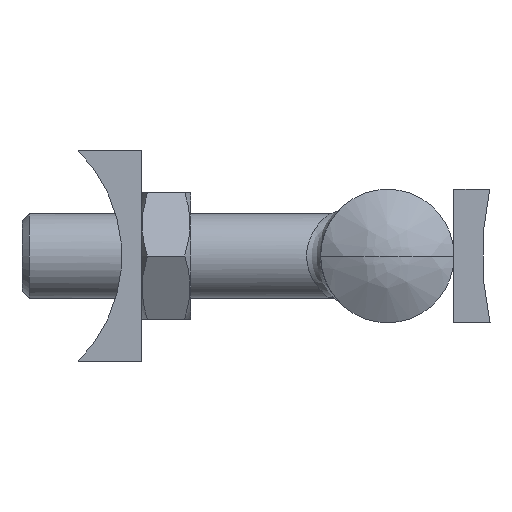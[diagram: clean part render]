
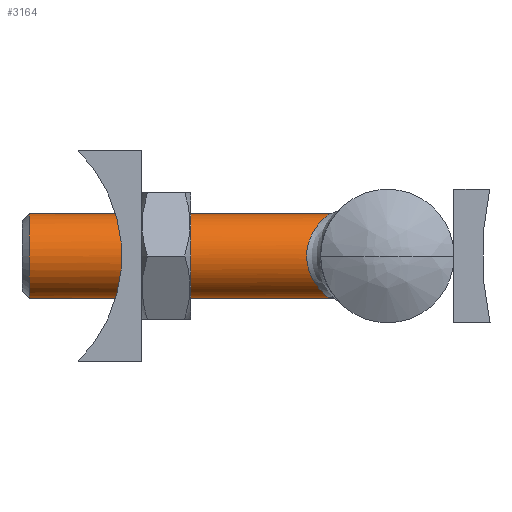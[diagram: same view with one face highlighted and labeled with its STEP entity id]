
A CAD part, left-side view. The second image highlights one B-rep face of the part: STEP entity #3164.
In plain terms, the highlighted cylindrical face has radius 6 mm (diameter 12 mm), a partial arc.
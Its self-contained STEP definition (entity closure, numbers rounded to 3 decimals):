
#19 = CARTESIAN_POINT ( 'NONE',  ( -6.009, 11.509, -0.2 ) ) ;
#36 = CARTESIAN_POINT ( 'NONE',  ( -1.891, 8.627, -5.706 ) ) ;
#57 = CARTESIAN_POINT ( 'NONE',  ( -4.959, 10.579, 3.395 ) ) ;
#105 = EDGE_CURVE ( 'NONE', #2086, #1879, #2221, .T. ) ;
#119 = DIRECTION ( 'NONE',  ( 0., -1., 0. ) ) ;
#217 = DIRECTION ( 'NONE',  ( 0., -1., 0. ) ) ;
#288 = CARTESIAN_POINT ( 'NONE',  ( -2.883, 9.105, -5.274 ) ) ;
#296 = CARTESIAN_POINT ( 'NONE',  ( -0.965, 8.357, -5.925 ) ) ;
#354 = CARTESIAN_POINT ( 'NONE',  ( -0.789, 8.324, 5.951 ) ) ;
#362 = VERTEX_POINT ( 'NONE', #1715 ) ;
#436 = AXIS2_PLACEMENT_3D ( 'NONE', #1745, #119, #437 ) ;
#437 = DIRECTION ( 'NONE',  ( 0., 0., -1. ) ) ;
#532 = CARTESIAN_POINT ( 'NONE',  ( -2.077, 8.71, 5.632 ) ) ;
#549 = CARTESIAN_POINT ( 'NONE',  ( -5.49, 11.037, -2.448 ) ) ;
#555 = CARTESIAN_POINT ( 'NONE',  ( -1.152, 8.403, -5.888 ) ) ;
#563 = CARTESIAN_POINT ( 'NONE',  ( 0., 51., 6. ) ) ;
#573 = ORIENTED_EDGE ( 'NONE', *, *, #1787, .T. ) ;
#597 = B_SPLINE_CURVE_WITH_KNOTS ( 'NONE', 3,
 ( #3240, #2948, #1053, #2162, #296, #555 ),
 .UNSPECIFIED., .F., .F.,
 ( 4, 2, 4 ),
 ( 0., 0.001, 0.001 ),
 .UNSPECIFIED. ) ;
#641 = CARTESIAN_POINT ( 'NONE',  ( -1.357, 8.454, 5.848 ) ) ;
#700 = CYLINDRICAL_SURFACE ( 'NONE', #1953, 6. ) ;
#797 = CARTESIAN_POINT ( 'NONE',  ( -4.276, 10.034, -4.223 ) ) ;
#832 = CARTESIAN_POINT ( 'NONE',  ( -5.932, 11.437, -0.98 ) ) ;
#865 = CARTESIAN_POINT ( 'NONE',  ( -1.535, 8.496, -5.813 ) ) ;
#895 = CARTESIAN_POINT ( 'NONE',  ( -0.98, 8.361, 5.922 ) ) ;
#923 = EDGE_CURVE ( 'NONE', #1242, #362, #597, .T. ) ;
#950 = CARTESIAN_POINT ( 'NONE',  ( -0.2, 8.261, 6. ) ) ;
#953 = ORIENTED_EDGE ( 'NONE', *, *, #105, .T. ) ;
#1053 = CARTESIAN_POINT ( 'NONE',  ( -0.391, 8.274, -5.99 ) ) ;
#1083 = CARTESIAN_POINT ( 'NONE',  ( -5.152, 10.743, 3.096 ) ) ;
#1097 = EDGE_CURVE ( 'NONE', #2086, #1281, #2330, .T. ) ;
#1099 = CARTESIAN_POINT ( 'NONE',  ( -6.01, 11.509, 0.195 ) ) ;
#1168 = DIRECTION ( 'NONE',  ( 0., -1., 0. ) ) ;
#1170 = ORIENTED_EDGE ( 'NONE', *, *, #923, .T. ) ;
#1183 = EDGE_CURVE ( 'NONE', #362, #1281, #3041, .T. ) ;
#1194 = CARTESIAN_POINT ( 'NONE',  ( 0., 7.278, 0. ) ) ;
#1242 = VERTEX_POINT ( 'NONE', #2263 ) ;
#1281 = VERTEX_POINT ( 'NONE', #2202 ) ;
#1342 = CARTESIAN_POINT ( 'NONE',  ( -5.633, 11.165, -2.101 ) ) ;
#1377 = CARTESIAN_POINT ( 'NONE',  ( -5.635, 11.166, 2.097 ) ) ;
#1410 = CARTESIAN_POINT ( 'NONE',  ( 0., 51., -6. ) ) ;
#1572 = CARTESIAN_POINT ( 'NONE',  ( -3.772, 9.667, 4.679 ) ) ;
#1593 = CARTESIAN_POINT ( 'NONE',  ( -3.759, 9.658, -4.69 ) ) ;
#1715 = CARTESIAN_POINT ( 'NONE',  ( -1.152, 8.403, -5.888 ) ) ;
#1745 = CARTESIAN_POINT ( 'NONE',  ( 0., 51., 0. ) ) ;
#1767 = VECTOR ( 'NONE', #1168, 1000. ) ;
#1787 = EDGE_CURVE ( 'NONE', #1879, #1242, #3030, .T. ) ;
#1861 = CARTESIAN_POINT ( 'NONE',  ( -5.855, 11.366, 1.366 ) ) ;
#1879 = VERTEX_POINT ( 'NONE', #1410 ) ;
#1894 = CARTESIAN_POINT ( 'NONE',  ( -1.903, 8.639, 5.693 ) ) ;
#1913 = CARTESIAN_POINT ( 'NONE',  ( -3.481, 9.47, -4.899 ) ) ;
#1929 = CARTESIAN_POINT ( 'NONE',  ( -4.528, 10.229, 3.953 ) ) ;
#1953 = AXIS2_PLACEMENT_3D ( 'NONE', #1194, #2782, #2528 ) ;
#1985 = EDGE_LOOP ( 'NONE', ( #2472, #953, #573, #1170, #3156 ) ) ;
#2086 = VERTEX_POINT ( 'NONE', #563 ) ;
#2119 = CARTESIAN_POINT ( 'NONE',  ( -5.854, 11.365, -1.37 ) ) ;
#2155 = CARTESIAN_POINT ( 'NONE',  ( -4.287, 10.042, 4.212 ) ) ;
#2162 = CARTESIAN_POINT ( 'NONE',  ( -0.775, 8.322, -5.953 ) ) ;
#2174 = CARTESIAN_POINT ( 'NONE',  ( -5.932, 11.437, 0.987 ) ) ;
#2202 = CARTESIAN_POINT ( 'NONE',  ( 0., 8.261, 6. ) ) ;
#2221 = CIRCLE ( 'NONE', #436, 6. ) ;
#2227 = CARTESIAN_POINT ( 'NONE',  ( -0.399, 8.274, 5.99 ) ) ;
#2263 = CARTESIAN_POINT ( 'NONE',  ( 0., 8.261, -6. ) ) ;
#2330 = LINE ( 'NONE', #3390, #3382 ) ;
#2375 = CARTESIAN_POINT ( 'NONE',  ( -2.9, 9.115, 5.264 ) ) ;
#2397 = CARTESIAN_POINT ( 'NONE',  ( -1.152, 8.403, -5.888 ) ) ;
#2418 = CARTESIAN_POINT ( 'NONE',  ( -5.148, 10.739, -3.104 ) ) ;
#2450 = CARTESIAN_POINT ( 'NONE',  ( -5.489, 11.036, 2.45 ) ) ;
#2472 = ORIENTED_EDGE ( 'NONE', *, *, #1097, .F. ) ;
#2508 = FACE_OUTER_BOUND ( 'NONE', #1985, .T. ) ;
#2528 = DIRECTION ( 'NONE',  ( 0., 0., -1. ) ) ;
#2634 = CARTESIAN_POINT ( 'NONE',  ( -3.496, 9.479, 4.889 ) ) ;
#2648 = CARTESIAN_POINT ( 'NONE',  ( -1.544, 8.511, 5.801 ) ) ;
#2699 = CARTESIAN_POINT ( 'NONE',  ( -4.518, 10.222, -3.964 ) ) ;
#2735 = CARTESIAN_POINT ( 'NONE',  ( 0., 7.278, -6. ) ) ;
#2746 = CARTESIAN_POINT ( 'NONE',  ( 0., 8.261, 6. ) ) ;
#2782 = DIRECTION ( 'NONE',  ( 0., -1., 0. ) ) ;
#2917 = CARTESIAN_POINT ( 'NONE',  ( -2.564, 8.931, -5.437 ) ) ;
#2948 = CARTESIAN_POINT ( 'NONE',  ( -0.197, 8.261, -6. ) ) ;
#3030 = LINE ( 'NONE', #2735, #1767 ) ;
#3041 = B_SPLINE_CURVE_WITH_KNOTS ( 'NONE', 3,
 ( #2397, #865, #36, #2917, #288, #1913, #1593, #797, #2699, #3182, #2418, #549, #1342, #2119, #832, #19, #1099, #2174, #1861, #1377, #2450, #1083, #57, #1929, #2155, #1572, #2634, #2375, #3438, #532, #1894, #2648, #641, #895, #354, #2227, #950, #2746 ),
 .UNSPECIFIED., .F., .F.,
 ( 4, 2, 2, 2, 2, 2, 2, 2, 2, 2, 2, 2, 2, 2, 2, 2, 2, 2, 4 ),
 ( 0.001, 0.002, 0.004, 0.005, 0.006, 0.007, 0.008, 0.01, 0.011, 0.012, 0.013, 0.014, 0.015, 0.017, 0.018, 0.018, 0.019, 0.02, 0.02 ),
 .UNSPECIFIED. ) ;
#3156 = ORIENTED_EDGE ( 'NONE', *, *, #1183, .T. ) ;
#3164 = ADVANCED_FACE ( 'NONE', ( #2508 ), #700, .T. ) ;
#3182 = CARTESIAN_POINT ( 'NONE',  ( -4.953, 10.574, -3.405 ) ) ;
#3240 = CARTESIAN_POINT ( 'NONE',  ( 0., 8.261, -6. ) ) ;
#3382 = VECTOR ( 'NONE', #217, 1000. ) ;
#3390 = CARTESIAN_POINT ( 'NONE',  ( 0., 7.278, 6. ) ) ;
#3438 = CARTESIAN_POINT ( 'NONE',  ( -2.582, 8.94, 5.428 ) ) ;
